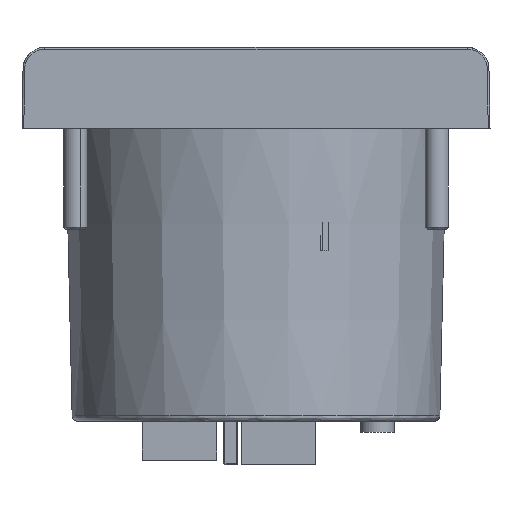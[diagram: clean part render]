
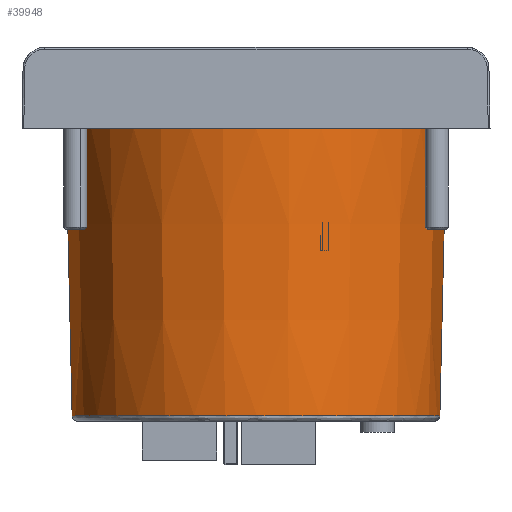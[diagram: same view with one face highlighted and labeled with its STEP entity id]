
A CAD part, front view. The second image highlights one B-rep face of the part: STEP entity #39948.
In plain terms, the highlighted conical face has half-angle 1.3 degrees and reference radius 32.545 mm.
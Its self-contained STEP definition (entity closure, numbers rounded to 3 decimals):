
#353 = VERTEX_POINT ( 'NONE', #30602 ) ;
#1605 = CARTESIAN_POINT ( 'NONE',  ( 31.43, 0., 0.977 ) ) ;
#2413 = DIRECTION ( 'NONE',  ( 1., 0., 0. ) ) ;
#6218 = CARTESIAN_POINT ( 'NONE',  ( 0., 0., 0.977 ) ) ;
#8125 = EDGE_CURVE ( 'NONE', #35016, #16475, #29858, .T. ) ;
#8309 = CIRCLE ( 'NONE', #26831, 31.43 ) ;
#9432 = DIRECTION ( 'NONE',  ( 0., -1., 0. ) ) ;
#9668 = EDGE_LOOP ( 'NONE', ( #34132, #41285, #27232, #16562, #20645 ) ) ;
#9994 = DIRECTION ( 'NONE',  ( -0.023, 0., 1. ) ) ;
#10977 = CARTESIAN_POINT ( 'NONE',  ( 0., 0., 50.1 ) ) ;
#11617 = EDGE_CURVE ( 'NONE', #22454, #353, #19543, .T. ) ;
#13264 = EDGE_CURVE ( 'NONE', #16475, #353, #32126, .T. ) ;
#13525 = AXIS2_PLACEMENT_3D ( 'NONE', #10977, #33481, #14305 ) ;
#13882 = CIRCLE ( 'NONE', #36180, 31.43 ) ;
#14225 = DIRECTION ( 'NONE',  ( 0., 0., 1. ) ) ;
#14305 = DIRECTION ( 'NONE',  ( 1., 0., 0. ) ) ;
#15604 = EDGE_CURVE ( 'NONE', #27312, #35016, #13882, .T. ) ;
#16275 = DIRECTION ( 'NONE',  ( 0.023, 0., 1. ) ) ;
#16475 = VERTEX_POINT ( 'NONE', #39327 ) ;
#16562 = ORIENTED_EDGE ( 'NONE', *, *, #8125, .T. ) ;
#19543 = LINE ( 'NONE', #22751, #35458 ) ;
#20645 = ORIENTED_EDGE ( 'NONE', *, *, #13264, .T. ) ;
#21624 = DIRECTION ( 'NONE',  ( 0., 0., -1. ) ) ;
#22348 = VECTOR ( 'NONE', #16275, 1000. ) ;
#22454 = VERTEX_POINT ( 'NONE', #23458 ) ;
#22625 = FACE_OUTER_BOUND ( 'NONE', #9668, .T. ) ;
#22751 = CARTESIAN_POINT ( 'NONE',  ( -32.545, 0., 50.1 ) ) ;
#23458 = CARTESIAN_POINT ( 'NONE',  ( -31.43, 0., 0.977 ) ) ;
#26831 = AXIS2_PLACEMENT_3D ( 'NONE', #33397, #14225, #36544 ) ;
#27232 = ORIENTED_EDGE ( 'NONE', *, *, #15604, .T. ) ;
#27312 = VERTEX_POINT ( 'NONE', #37182 ) ;
#28634 = DIRECTION ( 'NONE',  ( 0., 0., 1. ) ) ;
#29858 = LINE ( 'NONE', #38556, #22348 ) ;
#30602 = CARTESIAN_POINT ( 'NONE',  ( -32.545, 0., 50.1 ) ) ;
#32126 = CIRCLE ( 'NONE', #37397, 32.545 ) ;
#33397 = CARTESIAN_POINT ( 'NONE',  ( 0., 0., 0.977 ) ) ;
#33481 = DIRECTION ( 'NONE',  ( 0., 0., 1. ) ) ;
#34132 = ORIENTED_EDGE ( 'NONE', *, *, #11617, .F. ) ;
#34438 = EDGE_CURVE ( 'NONE', #22454, #27312, #8309, .T. ) ;
#35016 = VERTEX_POINT ( 'NONE', #1605 ) ;
#35458 = VECTOR ( 'NONE', #9994, 1000. ) ;
#36180 = AXIS2_PLACEMENT_3D ( 'NONE', #6218, #28634, #9432 ) ;
#36544 = DIRECTION ( 'NONE',  ( 0., -1., 0. ) ) ;
#37182 = CARTESIAN_POINT ( 'NONE',  ( -31.429, -0.273, 0.977 ) ) ;
#37397 = AXIS2_PLACEMENT_3D ( 'NONE', #40557, #21624, #2413 ) ;
#37484 = CONICAL_SURFACE ( 'NONE', #13525, 32.545, 0.023 ) ;
#38556 = CARTESIAN_POINT ( 'NONE',  ( 32.545, 0., 50.1 ) ) ;
#39327 = CARTESIAN_POINT ( 'NONE',  ( 32.545, 0., 50.1 ) ) ;
#39948 = ADVANCED_FACE ( 'NONE', ( #22625 ), #37484, .T. ) ;
#40557 = CARTESIAN_POINT ( 'NONE',  ( 0., 0., 50.1 ) ) ;
#41285 = ORIENTED_EDGE ( 'NONE', *, *, #34438, .T. ) ;
